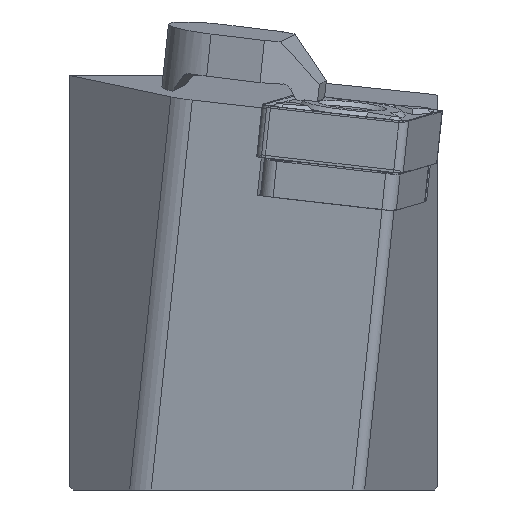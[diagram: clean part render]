
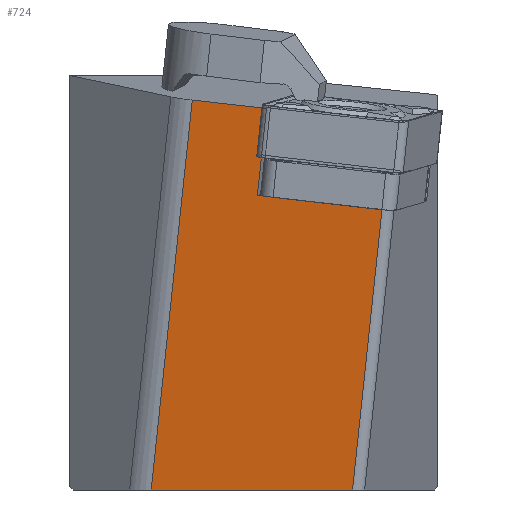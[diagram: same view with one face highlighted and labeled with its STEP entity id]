
A CAD part, left-side view. The second image highlights one B-rep face of the part: STEP entity #724.
In plain terms, the highlighted planar face has unit normal (-0.992, 0.087, -0.096).
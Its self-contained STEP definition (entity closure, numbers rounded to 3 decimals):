
#606=FACE_OUTER_BOUND('',#971,.T.);
#724=ADVANCED_FACE('',(#606),#853,.F.);
#853=PLANE('',#2831);
#971=EDGE_LOOP('',(#1233,#1234,#1235,#1236,#1237,#1238,#1239));
#1233=ORIENTED_EDGE('',*,*,#2049,.F.);
#1234=ORIENTED_EDGE('',*,*,#2079,.F.);
#1235=ORIENTED_EDGE('',*,*,#2037,.F.);
#1236=ORIENTED_EDGE('',*,*,#2080,.F.);
#1237=ORIENTED_EDGE('',*,*,#2081,.F.);
#1238=ORIENTED_EDGE('',*,*,#2082,.T.);
#1239=ORIENTED_EDGE('',*,*,#2083,.F.);
#1827=VERTEX_POINT('',#3685);
#1828=VERTEX_POINT('',#3687);
#1838=VERTEX_POINT('',#3708);
#1839=VERTEX_POINT('',#3710);
#1863=VERTEX_POINT('',#3774);
#1864=VERTEX_POINT('',#3776);
#1865=VERTEX_POINT('',#3778);
#2037=EDGE_CURVE('',#1827,#1828,#2357,.T.);
#2049=EDGE_CURVE('',#1839,#1838,#2366,.T.);
#2079=EDGE_CURVE('',#1828,#1839,#2392,.T.);
#2080=EDGE_CURVE('',#1863,#1827,#2393,.T.);
#2081=EDGE_CURVE('',#1864,#1863,#2394,.T.);
#2082=EDGE_CURVE('',#1864,#1865,#2395,.T.);
#2083=EDGE_CURVE('',#1838,#1865,#2396,.T.);
#2357=LINE('',#3686,#2586);
#2366=LINE('',#3711,#2595);
#2392=LINE('',#3772,#2621);
#2393=LINE('',#3773,#2622);
#2394=LINE('',#3775,#2623);
#2395=LINE('',#3777,#2624);
#2396=LINE('',#3779,#2625);
#2586=VECTOR('',#3031,1.);
#2595=VECTOR('',#3048,1.);
#2621=VECTOR('',#3098,1.);
#2622=VECTOR('',#3099,1.);
#2623=VECTOR('',#3100,1.);
#2624=VECTOR('',#3101,1.);
#2625=VECTOR('',#3102,1.);
#2831=AXIS2_PLACEMENT_3D('',#3780,#3103,#3104);
#3031=DIRECTION('',(-0.076,-0.991,-0.112));
#3048=DIRECTION('',(-0.076,-0.991,-0.112));
#3098=DIRECTION('',(0.105,0.104,-0.989));
#3099=DIRECTION('',(-0.105,-0.104,0.989));
#3100=DIRECTION('',(0.088,0.996,0.));
#3101=DIRECTION('',(-0.105,-0.104,0.989));
#3102=DIRECTION('',(-0.076,-0.991,-0.112));
#3103=DIRECTION('',(0.992,-0.087,0.096));
#3104=DIRECTION('',(0.096,0.,-0.995));
#3685=CARTESIAN_POINT('',(2.122,-10.659,1.895));
#3686=CARTESIAN_POINT('',(0.787,-27.954,-0.064));
#3687=CARTESIAN_POINT('',(1.624,-17.115,1.164));
#3708=CARTESIAN_POINT('',(2.366,-17.046,-6.475));
#3710=CARTESIAN_POINT('',(2.422,-16.321,-6.392));
#3711=CARTESIAN_POINT('',(1.585,-27.16,-7.62));
#3772=CARTESIAN_POINT('',(7.341,-11.429,-52.938));
#3773=CARTESIAN_POINT('',(7.84,-4.973,-52.207));
#3774=CARTESIAN_POINT('',(5.704,-7.096,-32.));
#3775=CARTESIAN_POINT('',(4.384,-22.081,-32.));
#3776=CARTESIAN_POINT('',(4.162,-24.597,-32.));
#3777=CARTESIAN_POINT('',(6.504,-22.268,-54.166));
#3778=CARTESIAN_POINT('',(1.585,-27.16,-7.62));
#3779=CARTESIAN_POINT('',(1.585,-27.16,-7.62));
#3780=CARTESIAN_POINT('',(6.504,-22.268,-54.166));
